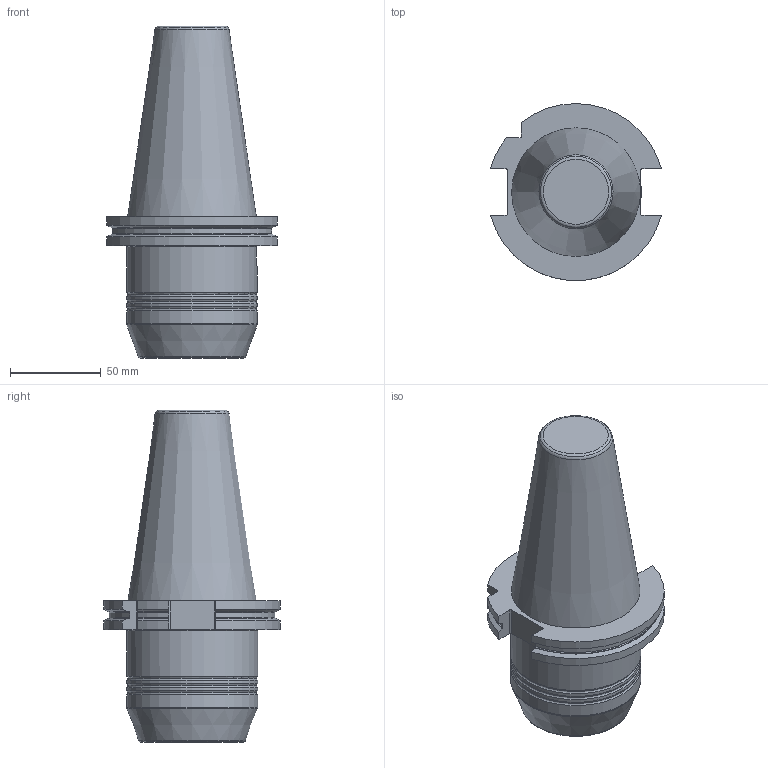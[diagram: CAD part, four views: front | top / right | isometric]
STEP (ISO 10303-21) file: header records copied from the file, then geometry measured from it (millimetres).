
FILE_DESCRIPTION(/* description */ (''),/* implementation_level */ '2;1');
FILE_NAME(/* name */ 'DIN50ADB-HCR32-081_Basic.stp',/* time_stamp */ '2022-07-04T10:50:53+05:00',/* author */ (''),/* organization */ (''),/* preprocessor_version */ 'ST-DEVELOPER v16.7',/* originating_system */ 'SIEMENS PLM Software NX 12.0',/* authorisation */ '');
FILE_SCHEMA (('AUTOMOTIVE_DESIGN { 1 0 10303 214 3 1 1 1 }'));
Length unit declared in the file: millimetre
Products named in the file (1): inpu9A94AA24fxu1
Bounding box: 94.05 x 97.31 x 182.75 mm (x, y, z)
Volume: 554114.5 mm3; surface area: 54465.2 mm2
Topology: 1 solids, 1 shells, 66 faces, 181 edges, 122 vertices
Faces by surface type: torus 20, plane 19, cylinder 19, cone 8
Full cylindrical faces by diameter (mm): 32 x1, 72 x4
Entity records: 2221 total; most frequent: CARTESIAN_POINT 623, DIRECTION 327, ORIENTED_EDGE 300, EDGE_CURVE 150, AXIS2_PLACEMENT_3D 134, VERTEX_POINT 107, EDGE_LOOP 87, ADVANCED_FACE 66
